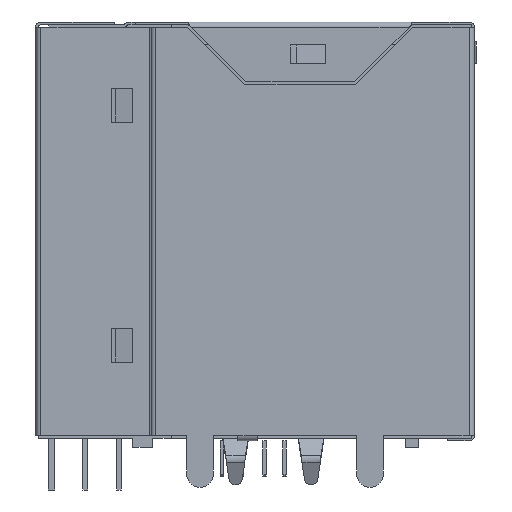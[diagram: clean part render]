
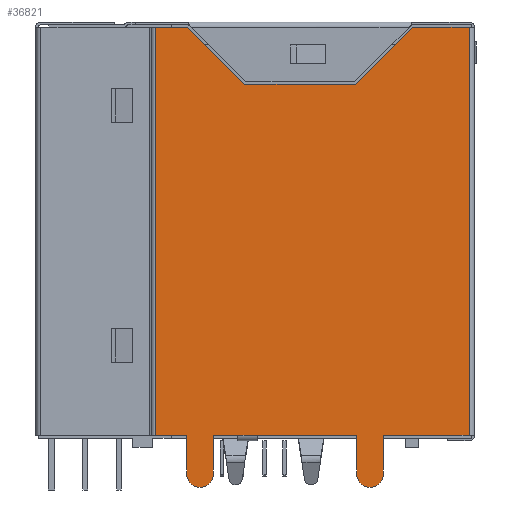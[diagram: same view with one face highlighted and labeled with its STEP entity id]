
A CAD part, left-side view. The second image highlights one B-rep face of the part: STEP entity #36821.
In plain terms, the highlighted planar face has unit normal (-1, 0, 0).
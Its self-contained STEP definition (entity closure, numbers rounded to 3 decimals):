
#771=CIRCLE('',#41522,1.);
#772=CIRCLE('',#41523,1.);
#1489=LINE('',#55083,#5815);
#1495=LINE('',#55096,#5821);
#1496=LINE('',#55098,#5822);
#1692=LINE('',#55632,#6018);
#1697=LINE('',#55647,#6023);
#1701=LINE('',#55663,#6027);
#1702=LINE('',#55667,#6028);
#1703=LINE('',#55668,#6029);
#1704=LINE('',#55669,#6030);
#1705=LINE('',#55673,#6031);
#1706=LINE('',#55674,#6032);
#1707=LINE('',#55675,#6033);
#1708=LINE('',#55677,#6034);
#1709=LINE('',#55679,#6035);
#1710=LINE('',#55681,#6036);
#1711=LINE('',#55683,#6037);
#5815=VECTOR('',#44187,1000.);
#5821=VECTOR('',#44195,1000.);
#5822=VECTOR('',#44198,1000.);
#6018=VECTOR('',#44614,1000.);
#6023=VECTOR('',#44625,1000.);
#6027=VECTOR('',#44639,1000.);
#6028=VECTOR('',#44642,1000.);
#6029=VECTOR('',#44643,1000.);
#6030=VECTOR('',#44644,1000.);
#6031=VECTOR('',#44647,1000.);
#6032=VECTOR('',#44648,1000.);
#6033=VECTOR('',#44649,1000.);
#6034=VECTOR('',#44650,1000.);
#6035=VECTOR('',#44651,1000.);
#6036=VECTOR('',#44652,1000.);
#6037=VECTOR('',#44653,1000.);
#10757=ORIENTED_EDGE('',*,*,#21637,.T.);
#10758=ORIENTED_EDGE('',*,*,#21645,.T.);
#10759=ORIENTED_EDGE('',*,*,#21646,.T.);
#10760=ORIENTED_EDGE('',*,*,#21647,.T.);
#10761=ORIENTED_EDGE('',*,*,#21377,.T.);
#10762=ORIENTED_EDGE('',*,*,#21648,.T.);
#10763=ORIENTED_EDGE('',*,*,#21383,.T.);
#10764=ORIENTED_EDGE('',*,*,#21649,.T.);
#10765=ORIENTED_EDGE('',*,*,#21650,.T.);
#10766=ORIENTED_EDGE('',*,*,#21651,.T.);
#10767=ORIENTED_EDGE('',*,*,#21384,.T.);
#10768=ORIENTED_EDGE('',*,*,#21652,.T.);
#10769=ORIENTED_EDGE('',*,*,#21630,.T.);
#10770=ORIENTED_EDGE('',*,*,#21653,.T.);
#10771=ORIENTED_EDGE('',*,*,#21654,.T.);
#10772=ORIENTED_EDGE('',*,*,#21655,.T.);
#10773=ORIENTED_EDGE('',*,*,#21656,.T.);
#10774=ORIENTED_EDGE('',*,*,#21657,.T.);
#21377=EDGE_CURVE('',#26904,#26903,#1489,.T.);
#21383=EDGE_CURVE('',#26907,#26909,#1495,.T.);
#21384=EDGE_CURVE('',#26910,#26911,#1496,.T.);
#21630=EDGE_CURVE('',#27074,#27075,#1692,.T.);
#21637=EDGE_CURVE('',#27081,#27080,#1697,.T.);
#21645=EDGE_CURVE('',#27080,#27088,#1701,.T.);
#21646=EDGE_CURVE('',#27088,#27089,#771,.T.);
#21647=EDGE_CURVE('',#27089,#26904,#1702,.T.);
#21648=EDGE_CURVE('',#26903,#26907,#1703,.T.);
#21649=EDGE_CURVE('',#26909,#27090,#1704,.T.);
#21650=EDGE_CURVE('',#27090,#27091,#772,.T.);
#21651=EDGE_CURVE('',#27091,#26910,#1705,.T.);
#21652=EDGE_CURVE('',#26911,#27074,#1706,.T.);
#21653=EDGE_CURVE('',#27075,#27092,#1707,.T.);
#21654=EDGE_CURVE('',#27092,#27093,#1708,.T.);
#21655=EDGE_CURVE('',#27093,#27094,#1709,.T.);
#21656=EDGE_CURVE('',#27094,#27095,#1710,.T.);
#21657=EDGE_CURVE('',#27095,#27081,#1711,.T.);
#26903=VERTEX_POINT('',#55082);
#26904=VERTEX_POINT('',#55084);
#26907=VERTEX_POINT('',#55091);
#26909=VERTEX_POINT('',#55095);
#26910=VERTEX_POINT('',#55099);
#26911=VERTEX_POINT('',#55100);
#27074=VERTEX_POINT('',#55633);
#27075=VERTEX_POINT('',#55634);
#27080=VERTEX_POINT('',#55646);
#27081=VERTEX_POINT('',#55648);
#27088=VERTEX_POINT('',#55664);
#27089=VERTEX_POINT('',#55666);
#27090=VERTEX_POINT('',#55670);
#27091=VERTEX_POINT('',#55672);
#27092=VERTEX_POINT('',#55676);
#27093=VERTEX_POINT('',#55678);
#27094=VERTEX_POINT('',#55680);
#27095=VERTEX_POINT('',#55682);
#30822=EDGE_LOOP('',(#10757,#10758,#10759,#10760,#10761,#10762,#10763,#10764,
#10765,#10766,#10767,#10768,#10769,#10770,#10771,#10772,#10773,#10774));
#33073=FACE_BOUND('',#30822,.T.);
#35264=PLANE('',#41521);
#36821=ADVANCED_FACE('',(#33073),#35264,.T.);
#41521=AXIS2_PLACEMENT_3D('',#55662,#44637,#44638);
#41522=AXIS2_PLACEMENT_3D('',#55665,#44640,#44641);
#41523=AXIS2_PLACEMENT_3D('',#55671,#44645,#44646);
#44187=DIRECTION('',(0.,-1.,0.));
#44195=DIRECTION('',(0.,-1.,0.));
#44198=DIRECTION('',(0.,-1.,0.));
#44614=DIRECTION('',(0.,1.,0.));
#44625=DIRECTION('',(0.,-1.,0.));
#44637=DIRECTION('',(-1.,0.,0.));
#44638=DIRECTION('',(0.,-1.,0.));
#44639=DIRECTION('',(0.,0.,-1.));
#44640=DIRECTION('',(-1.,0.,0.));
#44641=DIRECTION('',(0.,1.,0.));
#44642=DIRECTION('',(0.,0.,1.));
#44643=DIRECTION('',(0.,-1.,0.));
#44644=DIRECTION('',(0.,0.,-1.));
#44645=DIRECTION('',(-1.,0.,0.));
#44646=DIRECTION('',(0.,1.,0.));
#44647=DIRECTION('',(0.,0.,1.));
#44648=DIRECTION('',(0.,0.,1.));
#44649=DIRECTION('',(0.,0.707,-0.707));
#44650=DIRECTION('',(0.,1.,0.));
#44651=DIRECTION('',(0.,0.707,0.707));
#44652=DIRECTION('',(0.,1.,0.));
#44653=DIRECTION('',(0.,0.,-1.));
#55082=CARTESIAN_POINT('',(-9.75,9.95,-15.35));
#55083=CARTESIAN_POINT('',(-9.75,16.15,-15.35));
#55084=CARTESIAN_POINT('',(-9.75,11.78,-15.35));
#55091=CARTESIAN_POINT('',(-9.75,8.45,-15.35));
#55095=CARTESIAN_POINT('',(-9.75,1.,-15.35));
#55096=CARTESIAN_POINT('',(-9.75,16.15,-15.35));
#55098=CARTESIAN_POINT('',(-9.75,16.15,-15.35));
#55099=CARTESIAN_POINT('',(-9.75,-1.,-15.35));
#55100=CARTESIAN_POINT('',(-9.75,-7.45,-15.35));
#55632=CARTESIAN_POINT('',(-9.75,-7.659,15.35));
#55633=CARTESIAN_POINT('',(-9.75,-7.45,15.35));
#55634=CARTESIAN_POINT('',(-9.75,-3.224,15.35));
#55646=CARTESIAN_POINT('',(-9.75,13.78,-15.35));
#55647=CARTESIAN_POINT('',(-9.75,16.15,-15.35));
#55648=CARTESIAN_POINT('',(-9.75,16.15,-15.35));
#55662=CARTESIAN_POINT('',(-9.75,-7.659,-15.35));
#55663=CARTESIAN_POINT('',(-9.75,13.78,-15.35));
#55664=CARTESIAN_POINT('',(-9.75,13.78,-18.25));
#55665=CARTESIAN_POINT('',(-9.75,12.78,-18.25));
#55666=CARTESIAN_POINT('',(-9.75,11.78,-18.25));
#55667=CARTESIAN_POINT('',(-9.75,11.78,-18.25));
#55668=CARTESIAN_POINT('',(-9.75,9.95,-15.35));
#55669=CARTESIAN_POINT('',(-9.75,1.,-15.35));
#55670=CARTESIAN_POINT('',(-9.75,1.,-18.25));
#55671=CARTESIAN_POINT('',(-9.75,0.,-18.25));
#55672=CARTESIAN_POINT('',(-9.75,-1.,-18.25));
#55673=CARTESIAN_POINT('',(-9.75,-1.,-18.25));
#55674=CARTESIAN_POINT('',(-9.75,-7.45,-15.35));
#55675=CARTESIAN_POINT('',(-9.75,-3.224,15.35));
#55676=CARTESIAN_POINT('',(-9.75,1.076,11.05));
#55677=CARTESIAN_POINT('',(-9.75,1.076,11.05));
#55678=CARTESIAN_POINT('',(-9.75,9.424,11.05));
#55679=CARTESIAN_POINT('',(-9.75,9.424,11.05));
#55680=CARTESIAN_POINT('',(-9.75,13.724,15.35));
#55681=CARTESIAN_POINT('',(-9.75,13.724,15.35));
#55682=CARTESIAN_POINT('',(-9.75,16.15,15.35));
#55683=CARTESIAN_POINT('',(-9.75,16.15,15.35));
